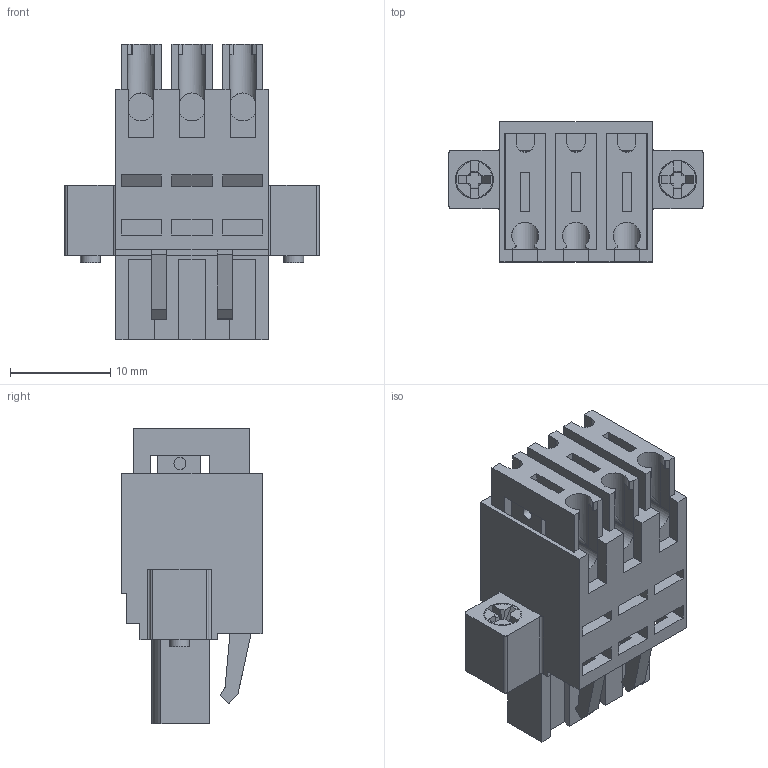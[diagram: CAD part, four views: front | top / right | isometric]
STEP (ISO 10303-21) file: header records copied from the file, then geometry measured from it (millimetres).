
FILE_DESCRIPTION( ( 'Unknown' ), '1' );
FILE_NAME( '691359740003.stp', 'Unknown', ( 'Unknown' ), ( 'Unknown' ), 'PSStep 18.0.17', 'Unknown', ' ' );
FILE_SCHEMA( ( 'AUTOMOTIVE_DESIGN { 1 0 10303 214 1 1 1 1 }' ) );
Length unit declared in the file: millimetre
Products named in the file (5): Assem1; 6913597400xx; 691(358710)(359740)0xx_Actuator; 6913597400xx_Vis; 691359740003
Assembly tree (9 placements, depth 2):
  Assem1
    6913597400xx  x3
    691(358710)(359740)0xx_Actuator  x3
    6913597400xx_Vis  x2
    691359740003
Bounding box: 25.4 x 14 x 29.5 mm (x, y, z)
Volume: 3042 mm3; surface area: 7786.1 mm2
Topology: 6 solids, 9 shells, 1053 faces, 2997 edges, 1959 vertices
Faces by surface type: plane 739, cylinder 279, torus 18, bspline 12, cone 5
Full cylindrical faces by diameter (mm): 1.2 x3, 1.5 x3, 2 x2, 2.4 x2, 2.5 x2, 2.9 x3, 3.8 x4
Entity records: 23155 total; most frequent: CARTESIAN_POINT 4399, ORIENTED_EDGE 3044, DIRECTION 2849, EDGE_CURVE 1522, LINE 1257, VECTOR 1257, VERTEX_POINT 1010, AXIS2_PLACEMENT_3D 796
